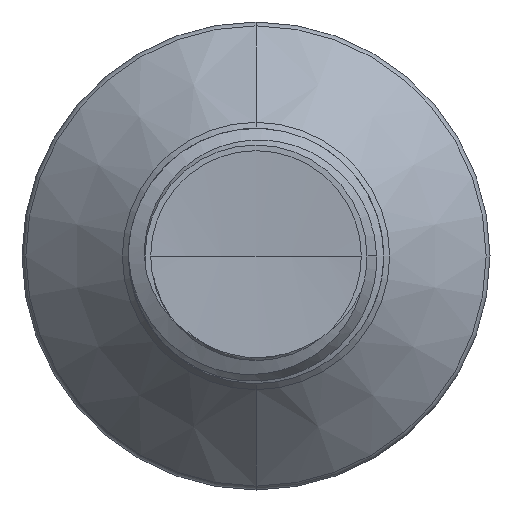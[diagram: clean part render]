
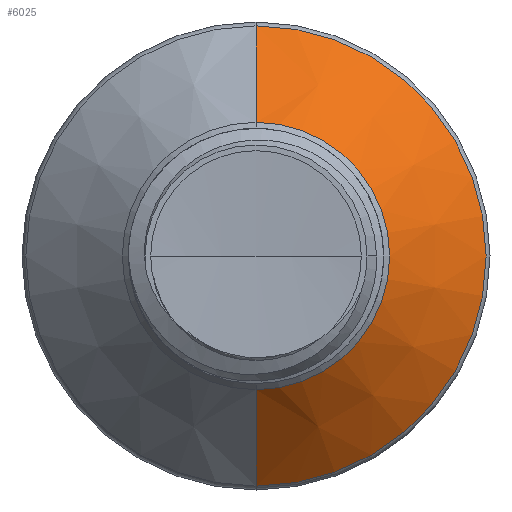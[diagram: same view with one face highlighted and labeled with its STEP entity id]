
A CAD part, front view. The second image highlights one B-rep face of the part: STEP entity #6025.
In plain terms, the highlighted conical face has half-angle 45 degrees and reference radius 1.571 mm.
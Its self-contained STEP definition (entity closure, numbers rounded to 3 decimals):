
#599 = VECTOR ( 'NONE', #13387, 1000. ) ;
#1173 = CONICAL_SURFACE ( 'NONE', #8002, 1.571, 0.785 ) ;
#1314 = CARTESIAN_POINT ( 'NONE',  ( 0., 4.293, -1.571 ) ) ;
#1375 = DIRECTION ( 'NONE',  ( 0., 0.707, -0.707 ) ) ;
#1826 = EDGE_CURVE ( 'NONE', #5195, #13915, #4676, .T. ) ;
#2242 = ORIENTED_EDGE ( 'NONE', *, *, #3952, .T. ) ;
#2605 = CARTESIAN_POINT ( 'NONE',  ( 0., 4.293, 1.571 ) ) ;
#3395 = AXIS2_PLACEMENT_3D ( 'NONE', #3460, #12540, #4817 ) ;
#3460 = CARTESIAN_POINT ( 'NONE',  ( 0., 4.293, 0. ) ) ;
#3952 = EDGE_CURVE ( 'NONE', #8531, #13915, #11058, .T. ) ;
#4412 = CARTESIAN_POINT ( 'NONE',  ( 0., 4.293, 1.571 ) ) ;
#4676 = CIRCLE ( 'NONE', #5762, 2.704 ) ;
#4817 = DIRECTION ( 'NONE',  ( 0., 0., 1. ) ) ;
#5195 = VERTEX_POINT ( 'NONE', #14240 ) ;
#5762 = AXIS2_PLACEMENT_3D ( 'NONE', #10632, #10636, #10649 ) ;
#5780 = CARTESIAN_POINT ( 'NONE',  ( 0., 5.427, -2.704 ) ) ;
#6025 = ADVANCED_FACE ( 'NONE', ( #11716 ), #1173, .T. ) ;
#6222 = VECTOR ( 'NONE', #1375, 1000. ) ;
#7516 = DIRECTION ( 'NONE',  ( 0., 0., 1. ) ) ;
#7749 = ORIENTED_EDGE ( 'NONE', *, *, #9653, .T. ) ;
#7807 = ORIENTED_EDGE ( 'NONE', *, *, #1826, .F. ) ;
#7969 = ORIENTED_EDGE ( 'NONE', *, *, #13860, .F. ) ;
#8002 = AXIS2_PLACEMENT_3D ( 'NONE', #13620, #14494, #7516 ) ;
#8164 = VERTEX_POINT ( 'NONE', #2605 ) ;
#8531 = VERTEX_POINT ( 'NONE', #9843 ) ;
#9653 = EDGE_CURVE ( 'NONE', #8164, #8531, #14013, .T. ) ;
#9843 = CARTESIAN_POINT ( 'NONE',  ( 0., 4.293, -1.571 ) ) ;
#10632 = CARTESIAN_POINT ( 'NONE',  ( 0., 5.427, 0. ) ) ;
#10636 = DIRECTION ( 'NONE',  ( 0., 1., 0. ) ) ;
#10649 = DIRECTION ( 'NONE',  ( 0., 0., 1. ) ) ;
#10713 = LINE ( 'NONE', #4412, #599 ) ;
#11058 = LINE ( 'NONE', #1314, #6222 ) ;
#11716 = FACE_OUTER_BOUND ( 'NONE', #13400, .T. ) ;
#12540 = DIRECTION ( 'NONE',  ( 0., 1., 0. ) ) ;
#13387 = DIRECTION ( 'NONE',  ( 0., 0.707, 0.707 ) ) ;
#13400 = EDGE_LOOP ( 'NONE', ( #7749, #2242, #7807, #7969 ) ) ;
#13620 = CARTESIAN_POINT ( 'NONE',  ( 0., 4.293, 0. ) ) ;
#13860 = EDGE_CURVE ( 'NONE', #8164, #5195, #10713, .T. ) ;
#13915 = VERTEX_POINT ( 'NONE', #5780 ) ;
#14013 = CIRCLE ( 'NONE', #3395, 1.571 ) ;
#14240 = CARTESIAN_POINT ( 'NONE',  ( 0., 5.427, 2.704 ) ) ;
#14494 = DIRECTION ( 'NONE',  ( 0., 1., 0. ) ) ;
